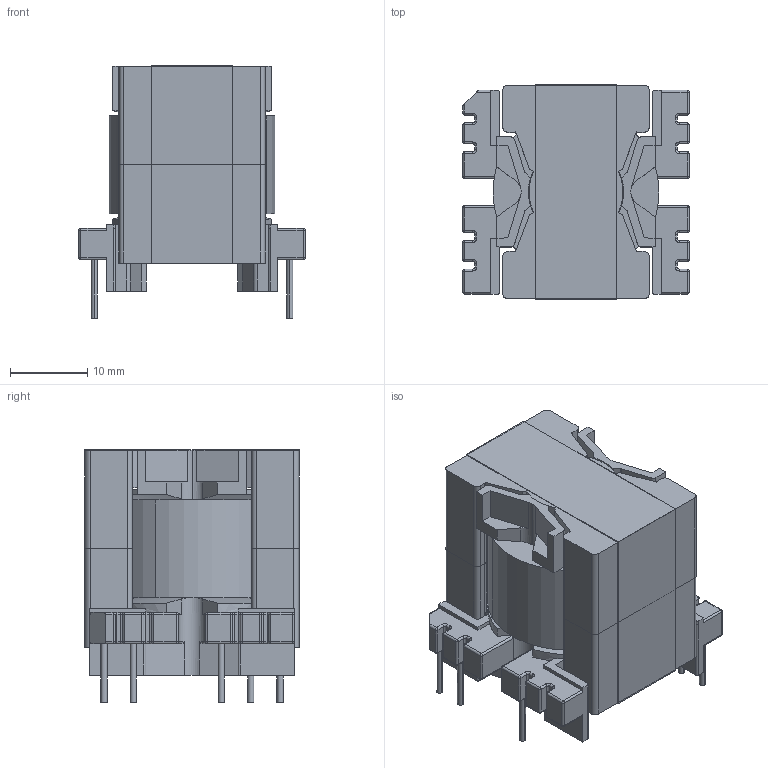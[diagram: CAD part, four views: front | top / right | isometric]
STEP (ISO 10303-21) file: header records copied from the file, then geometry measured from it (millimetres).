
FILE_DESCRIPTION (( 'STEP AP214' ), '1' );
FILE_NAME ('PQ2625_5102_MP3-5-6-9-10.STEP', '2021-07-14T13:18:07', ( '' ), ( '' ), 'SwSTEP 2.0', 'SolidWorks 2017', '' );
FILE_SCHEMA (( 'AUTOMOTIVE_DESIGN' ));
Length unit declared in the file: inch
Products named in the file (5): 440-8108-1832; 070-5102_coil; PQ2625_5102_MP3-5-6-9-10; 150-1832_6A; 070-5102_6C
Assembly tree (5 placements, depth 2):
  PQ2625_5102_MP3-5-6-9-10
    070-5102_6C
    070-5102_coil
    150-1832_6A  x2
    440-8108-1832
Bounding box: 29.39 x 27.91 x 32.76 mm (x, y, z)
Volume: 13996 mm3; surface area: 13400.4 mm2
Topology: 5 solids, 5 shells, 529 faces, 1360 edges, 840 vertices
Faces by surface type: cylinder 223, plane 214, torus 80, cone 6, sphere 6
Entity records: 15373 total; most frequent: DIRECTION 2746, CARTESIAN_POINT 2649, ORIENTED_EDGE 2480, EDGE_CURVE 1240, AXIS2_PLACEMENT_3D 1037, VERTEX_POINT 764, VECTOR 672, LINE 672
